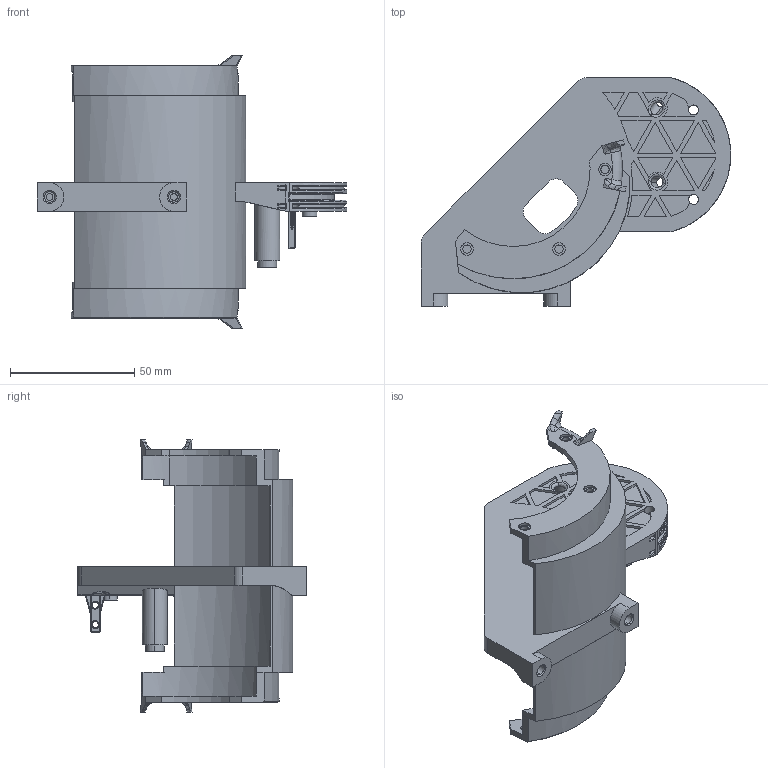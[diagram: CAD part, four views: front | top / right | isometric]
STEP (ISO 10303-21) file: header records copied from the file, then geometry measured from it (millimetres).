
FILE_DESCRIPTION (( 'STEP AP214' ), '1' );
FILE_NAME ('Skeleton-Shoulder Left.STEP', '2023-04-30T09:35:36', ( '' ), ( '' ), 'SwSTEP 2.0', 'SolidWorks 2019', '' );
FILE_SCHEMA (( 'AUTOMOTIVE_DESIGN' ));
Length unit declared in the file: millimetre
Products named in the file (1): Skeleton-Shoulder Left
Bounding box: 124.58 x 91.87 x 109.6 mm (x, y, z)
Volume: 91653.5 mm3; surface area: 45790.2 mm2
Topology: 1 solids, 1 shells, 468 faces, 1215 edges, 770 vertices
Faces by surface type: plane 195, cylinder 158, torus 65, bspline 33, cone 17
Entity records: 16070 total; most frequent: CARTESIAN_POINT 4633, ORIENTED_EDGE 2430, DIRECTION 2359, EDGE_CURVE 1215, AXIS2_PLACEMENT_3D 878, VERTEX_POINT 770, LINE 603, VECTOR 603
